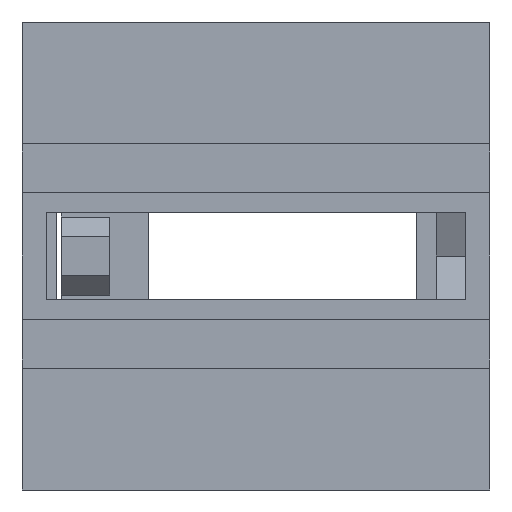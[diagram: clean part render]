
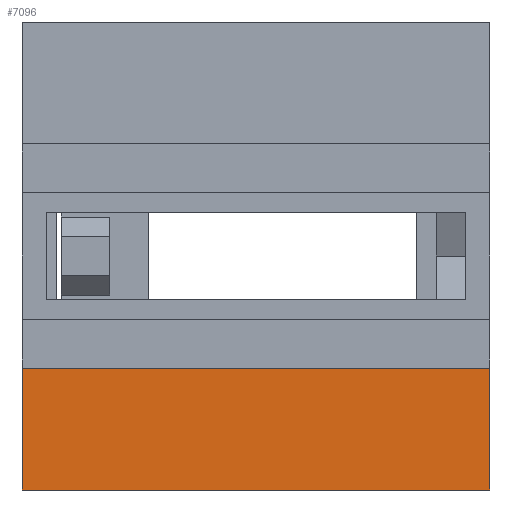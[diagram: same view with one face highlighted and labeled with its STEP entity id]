
A CAD part, left-side view. The second image highlights one B-rep face of the part: STEP entity #7096.
In plain terms, the highlighted planar face has unit normal (-1, 0, 0).
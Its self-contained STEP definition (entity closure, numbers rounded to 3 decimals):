
#267=FACE_OUTER_BOUND('',#624,.T.);
#624=EDGE_LOOP('',(#5318,#5319,#5320,#5321));
#985=LINE('',#9532,#1979);
#1083=LINE('',#9721,#2077);
#1318=LINE('',#10194,#2312);
#1351=LINE('',#10249,#2345);
#1979=VECTOR('',#7784,10.);
#2077=VECTOR('',#7896,10.);
#2312=VECTOR('',#8293,10.);
#2345=VECTOR('',#8340,10.);
#2964=VERTEX_POINT('',#9529);
#2965=VERTEX_POINT('',#9531);
#3049=VERTEX_POINT('',#9719);
#3206=VERTEX_POINT('',#10193);
#3645=EDGE_CURVE('',#2965,#2964,#985,.T.);
#3743=EDGE_CURVE('',#2964,#3049,#1083,.T.);
#3986=EDGE_CURVE('',#3206,#2965,#1318,.T.);
#4019=EDGE_CURVE('',#3049,#3206,#1351,.F.);
#5318=ORIENTED_EDGE('',*,*,#3645,.T.);
#5319=ORIENTED_EDGE('',*,*,#3743,.T.);
#5320=ORIENTED_EDGE('',*,*,#4019,.T.);
#5321=ORIENTED_EDGE('',*,*,#3986,.T.);
#6771=PLANE('',#7456);
#7096=ADVANCED_FACE('',(#267),#6771,.T.);
#7456=AXIS2_PLACEMENT_3D('',#10248,#8338,#8339);
#7784=DIRECTION('',(0.,-1.,0.));
#7896=DIRECTION('',(0.,0.,1.));
#8293=DIRECTION('',(0.,0.,-1.));
#8338=DIRECTION('center_axis',(-1.,0.,0.));
#8339=DIRECTION('ref_axis',(0.,0.,1.));
#8340=DIRECTION('',(0.,-1.,0.));
#9529=CARTESIAN_POINT('',(-24.,26.,-24.));
#9531=CARTESIAN_POINT('',(-24.,74.,-24.));
#9532=CARTESIAN_POINT('',(-24.,39.25,-24.));
#9719=CARTESIAN_POINT('',(-24.,26.,-11.5));
#9721=CARTESIAN_POINT('',(-24.,26.,-78.));
#10193=CARTESIAN_POINT('',(-24.,74.,-11.5));
#10194=CARTESIAN_POINT('',(-24.,74.,-34.95));
#10248=CARTESIAN_POINT('Origin',(-24.,28.5,-42.9));
#10249=CARTESIAN_POINT('',(-24.,27.25,-11.5));
